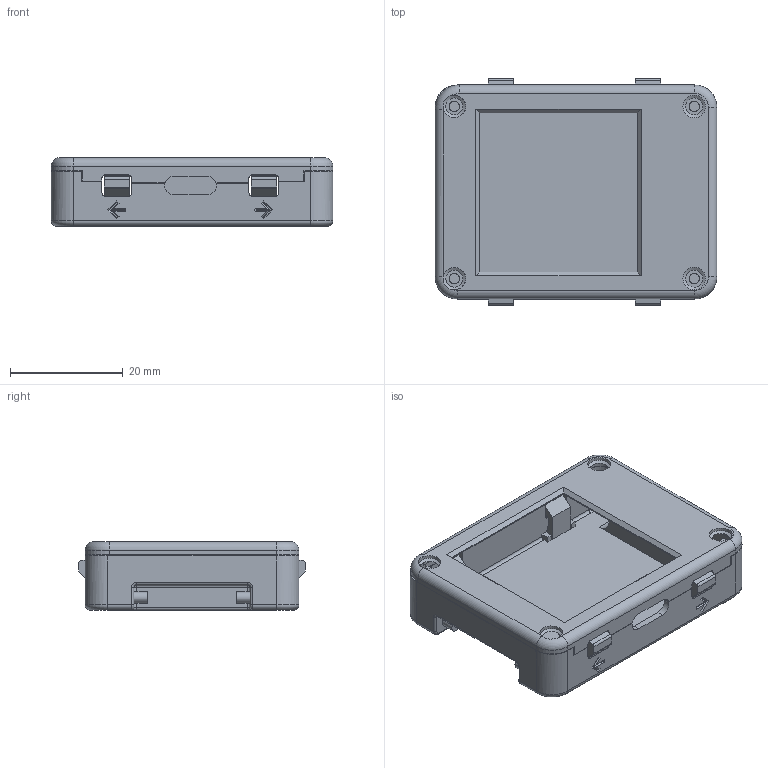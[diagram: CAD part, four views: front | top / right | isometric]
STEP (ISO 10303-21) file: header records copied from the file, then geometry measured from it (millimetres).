
FILE_DESCRIPTION(/* description */ ('STEP AP242','CAx-IF Rec.Pracs.---Representation and Presentation of Product Manufacturing Information (PMI)---4.0---2014-10-13','CAx-IF Rec.Pracs.---3D Tessellated Geometry---0.4---2014-09-14','2;1'),/* implementation_level */ '2;1');
FILE_NAME(/* name */ '6596c3f5282a150e832c51ad',/* time_stamp */ '2024-01-04T14:43:08Z',/* author */ (''),/* organization */ (''),/* preprocessor_version */ 'ST-DEVELOPER v19.4',/* originating_system */ ' ',/* authorisation */ ' ');
FILE_SCHEMA (('AP242_MANAGED_MODEL_BASED_3D_ENGINEERING_MIM_LF { 1 0 10303 442 1 1 4 }'));
Length unit declared in the file: metre
Products named in the file (2): top part; bottom part
Bounding box: 49.9 x 40.1 x 12.14 mm (x, y, z)
Volume: 4017 mm3; surface area: 10065.1 mm2
Topology: 2 solids, 2 shells, 502 faces, 1379 edges, 874 vertices
Faces by surface type: plane 308, cylinder 145, torus 27, cone 10, bspline 9, sphere 3
Full cylindrical faces by diameter (mm): 1.85 x4, 2 x4, 4 x4
Entity records: 15830 total; most frequent: CARTESIAN_POINT 3025, ORIENTED_EDGE 2686, DIRECTION 2636, EDGE_CURVE 1343, LINE 968, VECTOR 968, VERTEX_POINT 866, AXIS2_PLACEMENT_3D 834
